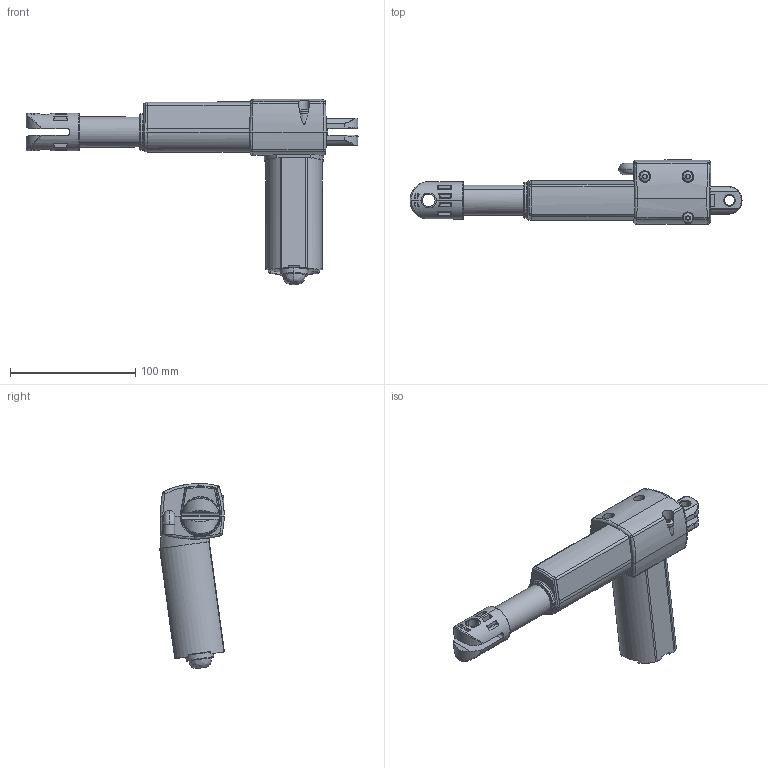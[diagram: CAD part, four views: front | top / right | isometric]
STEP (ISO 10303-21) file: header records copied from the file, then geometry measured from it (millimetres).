
FILE_DESCRIPTION (( 'STEP AP203' ), '1' );
FILE_NAME ('Microdrive 3.STEP', '2019-03-20T12:03:41', ( 'admin' ), ( 'Hewlett-Packard Company' ), 'SwSTEP 2.0', 'SolidWorks 2018', '' );
FILE_SCHEMA (( 'CONFIG_CONTROL_DESIGN' ));
Length unit declared in the file: millimetre
Products named in the file (1): Microdrive 3
Bounding box: 265 x 51.68 x 147.78 mm (x, y, z)
Volume: 412211.3 mm3; surface area: 53468.7 mm2
Topology: 1 solids, 1 shells, 491 faces, 1170 edges, 699 vertices
Faces by surface type: cylinder 174, plane 118, sphere 70, bspline 57, cone 43, torus 29
Entity records: 16731 total; most frequent: CARTESIAN_POINT 5956, ORIENTED_EDGE 2332, DIRECTION 2160, EDGE_CURVE 1166, AXIS2_PLACEMENT_3D 874, VERTEX_POINT 699, EDGE_LOOP 521, FACE_OUTER_BOUND 491
